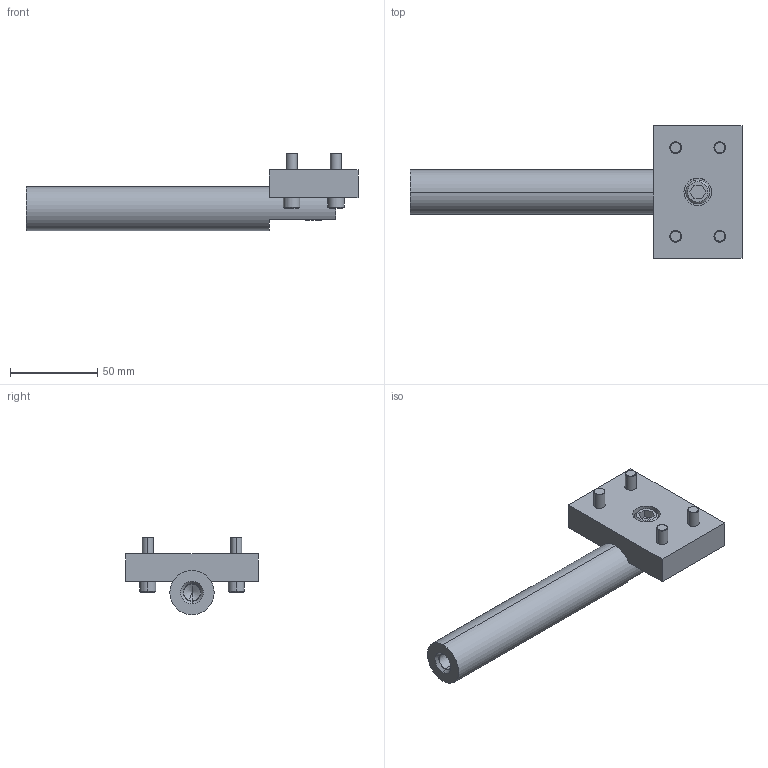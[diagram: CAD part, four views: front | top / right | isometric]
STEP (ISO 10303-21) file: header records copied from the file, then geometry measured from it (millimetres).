
FILE_DESCRIPTION (( 'STEP AP203' ), '1' );
FILE_NAME ('D1300367-v1.STEP', '2013-05-13T20:09:40', ( 'Dwayne Giardina' ), ( 'Microsoft' ), 'SwSTEP 2.0', 'SolidWorks 2013', '' );
FILE_SCHEMA (( 'CONFIG_CONTROL_DESIGN' ));
Length unit declared in the file: inch
Products named in the file (6): D1002717_Advanced_LIGO_OMCS_Handle_Plate; D1002718_Advanced_LIGO_OMCS_Handle; Helicoil_0.375-16 X 0.375 LONG; SST_Socketheadcapscrew_SHCS 0.375-16 X 0.75; SST_Socketheadcapscrew_SHCS 0.25-20  X 1; D1300367-v1
Assembly tree (9 placements, depth 2):
  D1300367-v1
    D1002717_Advanced_LIGO_OMCS_Handle_Plate
    D1002718_Advanced_LIGO_OMCS_Handle
    Helicoil_0.375-16 X 0.375 LONG  x2
    SST_Socketheadcapscrew_SHCS 0.375-16 X 0.75
    SST_Socketheadcapscrew_SHCS 0.25-20  X 1  x4
Bounding box: 190.5 x 76.2 x 44.45 mm (x, y, z)
Volume: 143681.2 mm3; surface area: 35586.6 mm2
Topology: 9 solids, 9 shells, 141 faces, 308 edges, 195 vertices
Faces by surface type: plane 67, cylinder 46, cone 28
Entity records: 3052 total; most frequent: DIRECTION 444, CARTESIAN_POINT 388, ORIENTED_EDGE 360, EDGE_CURVE 180, AXIS2_PLACEMENT_3D 171, VERTEX_POINT 115, LINE 102, VECTOR 102
